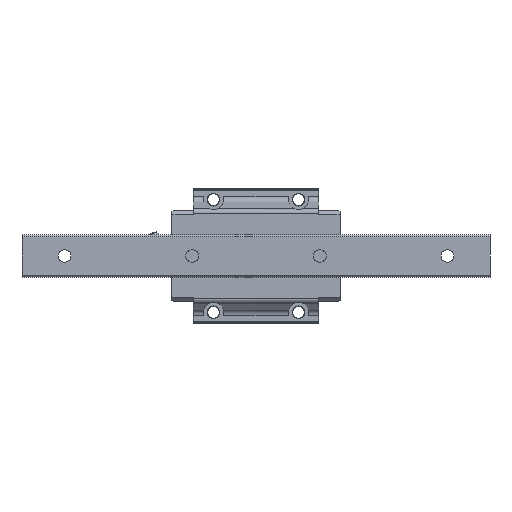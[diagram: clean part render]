
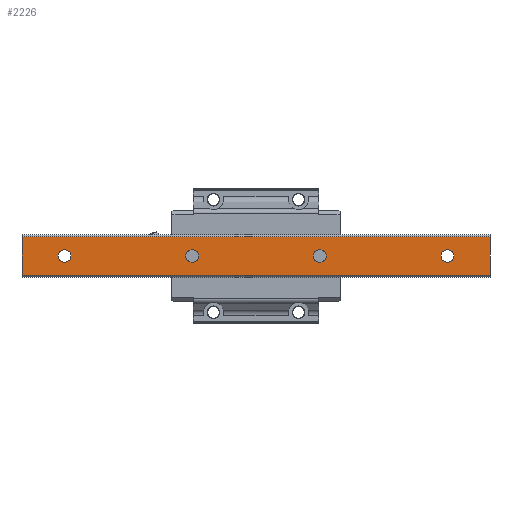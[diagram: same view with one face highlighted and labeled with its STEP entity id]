
A CAD part, front view. The second image highlights one B-rep face of the part: STEP entity #2226.
In plain terms, the highlighted planar face has unit normal (0, -1, 0).
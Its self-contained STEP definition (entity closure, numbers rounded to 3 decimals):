
#1484 = VERTEX_POINT( '', #4346 );
#1620 = VERTEX_POINT( '', #4495 );
#1650 = EDGE_CURVE( '', #1670, #1790, #4526, .T. );
#1670 = VERTEX_POINT( '', #4548 );
#1720 = EDGE_CURVE( '', #1966, #1670, #4604, .T. );
#1790 = VERTEX_POINT( '', #4681 );
#1952 = EDGE_CURVE( '', #4268, #3190, #4856, .T. );
#1966 = VERTEX_POINT( '', #4871 );
#2136 = VERTEX_POINT( '', #5056 );
#2226 = ADVANCED_FACE( '', ( #5152, #5153, #5154, #5155, #5156 ), #5157, .T. );
#2314 = VERTEX_POINT( '', #5258 );
#2530 = VERTEX_POINT( '', #5503 );
#2582 = EDGE_CURVE( '', #2136, #2314, #5561, .T. );
#2936 = VERTEX_POINT( '', #5951 );
#3086 = EDGE_CURVE( '', #3756, #2530, #6115, .T. );
#3190 = VERTEX_POINT( '', #6231 );
#3206 = EDGE_CURVE( '', #1966, #1484, #6247, .T. );
#3244 = EDGE_CURVE( '', #2936, #1620, #6291, .T. );
#3500 = EDGE_CURVE( '', #2530, #3756, #6575, .T. );
#3634 = EDGE_CURVE( '', #2314, #2136, #6728, .T. );
#3756 = VERTEX_POINT( '', #6857 );
#3846 = EDGE_CURVE( '', #1620, #2936, #6954, .T. );
#4098 = EDGE_CURVE( '', #3190, #4268, #7234, .T. );
#4268 = VERTEX_POINT( '', #7419 );
#4300 = EDGE_CURVE( '', #1790, #1484, #7455, .T. );
#4346 = CARTESIAN_POINT( '', ( 200., 0., 9. ) );
#4495 = CARTESIAN_POINT( '', ( 183., 0., 0. ) );
#4526 = LINE( '', #7765, #7766 );
#4548 = CARTESIAN_POINT( '', ( -20., 0., -9. ) );
#4604 = LINE( '', #7870, #7871 );
#4681 = CARTESIAN_POINT( '', ( 200., 0., -9. ) );
#4856 = CIRCLE( '', #8247, 3. );
#4871 = CARTESIAN_POINT( '', ( -20., 0., 9. ) );
#5056 = CARTESIAN_POINT( '', ( -3., 0., 0. ) );
#5152 = FACE_BOUND( '', #8757, .T. );
#5153 = FACE_BOUND( '', #8758, .T. );
#5154 = FACE_BOUND( '', #8759, .T. );
#5155 = FACE_BOUND( '', #8760, .T. );
#5156 = FACE_OUTER_BOUND( '', #8761, .T. );
#5157 = PLANE( '', #8762 );
#5258 = CARTESIAN_POINT( '', ( 3., 0., 0. ) );
#5503 = CARTESIAN_POINT( '', ( 57., 0., 0. ) );
#5561 = CIRCLE( '', #9337, 3. );
#5951 = CARTESIAN_POINT( '', ( 177., 0., 0. ) );
#6115 = CIRCLE( '', #10116, 3. );
#6231 = CARTESIAN_POINT( '', ( 123., 0., 0. ) );
#6247 = LINE( '', #10307, #10308 );
#6291 = CIRCLE( '', #10360, 3. );
#6575 = CIRCLE( '', #10796, 3. );
#6728 = CIRCLE( '', #11012, 3. );
#6857 = CARTESIAN_POINT( '', ( 63., 0., 0. ) );
#6954 = CIRCLE( '', #11388, 3. );
#7234 = CIRCLE( '', #11829, 3. );
#7419 = CARTESIAN_POINT( '', ( 117., 0., 0. ) );
#7455 = LINE( '', #12179, #12180 );
#7765 = CARTESIAN_POINT( '', ( -20., 0., -9. ) );
#7766 = VECTOR( '', #12384, 1. );
#7870 = CARTESIAN_POINT( '', ( -20., 0., 9. ) );
#7871 = VECTOR( '', #12482, 1. );
#8247 = AXIS2_PLACEMENT_3D( '', #12733, #12734, #12735 );
#8757 = EDGE_LOOP( '', ( #13067, #13068 ) );
#8758 = EDGE_LOOP( '', ( #13069, #13070 ) );
#8759 = EDGE_LOOP( '', ( #13071, #13072 ) );
#8760 = EDGE_LOOP( '', ( #13073, #13074 ) );
#8761 = EDGE_LOOP( '', ( #13075, #13076, #13077, #13078 ) );
#8762 = AXIS2_PLACEMENT_3D( '', #13079, #13080, #13081 );
#9337 = AXIS2_PLACEMENT_3D( '', #13644, #13645, #13646 );
#10116 = AXIS2_PLACEMENT_3D( '', #14223, #14224, #14225 );
#10307 = CARTESIAN_POINT( '', ( -20., 0., 9. ) );
#10308 = VECTOR( '', #14367, 1. );
#10360 = AXIS2_PLACEMENT_3D( '', #14422, #14423, #14424 );
#10796 = AXIS2_PLACEMENT_3D( '', #14825, #14826, #14827 );
#11012 = AXIS2_PLACEMENT_3D( '', #15041, #15042, #15043 );
#11388 = AXIS2_PLACEMENT_3D( '', #15246, #15247, #15248 );
#11829 = AXIS2_PLACEMENT_3D( '', #15557, #15558, #15559 );
#12179 = CARTESIAN_POINT( '', ( 200., 0., 9. ) );
#12180 = VECTOR( '', #15809, 1. );
#12384 = DIRECTION( '', ( 1., 0., 0. ) );
#12482 = DIRECTION( '', ( 0., 0., -1. ) );
#12733 = CARTESIAN_POINT( '', ( 120., 0., 0. ) );
#12734 = DIRECTION( '', ( 0., 1., 0. ) );
#12735 = DIRECTION( '', ( 1., 0., 0. ) );
#13067 = ORIENTED_EDGE( '', *, *, #3086, .T. );
#13068 = ORIENTED_EDGE( '', *, *, #3500, .T. );
#13069 = ORIENTED_EDGE( '', *, *, #4098, .T. );
#13070 = ORIENTED_EDGE( '', *, *, #1952, .T. );
#13071 = ORIENTED_EDGE( '', *, *, #3846, .T. );
#13072 = ORIENTED_EDGE( '', *, *, #3244, .T. );
#13073 = ORIENTED_EDGE( '', *, *, #3634, .T. );
#13074 = ORIENTED_EDGE( '', *, *, #2582, .T. );
#13075 = ORIENTED_EDGE( '', *, *, #4300, .T. );
#13076 = ORIENTED_EDGE( '', *, *, #3206, .F. );
#13077 = ORIENTED_EDGE( '', *, *, #1720, .T. );
#13078 = ORIENTED_EDGE( '', *, *, #1650, .T. );
#13079 = CARTESIAN_POINT( '', ( -20., 0., -9. ) );
#13080 = DIRECTION( '', ( 0., -1., 0. ) );
#13081 = DIRECTION( '', ( 0., 0., -1. ) );
#13644 = CARTESIAN_POINT( '', ( 0., 0., 0. ) );
#13645 = DIRECTION( '', ( 0., 1., 0. ) );
#13646 = DIRECTION( '', ( 1., 0., 0. ) );
#14223 = CARTESIAN_POINT( '', ( 60., 0., 0. ) );
#14224 = DIRECTION( '', ( 0., 1., 0. ) );
#14225 = DIRECTION( '', ( 1., 0., 0. ) );
#14367 = DIRECTION( '', ( 1., 0., 0. ) );
#14422 = CARTESIAN_POINT( '', ( 180., 0., 0. ) );
#14423 = DIRECTION( '', ( 0., 1., 0. ) );
#14424 = DIRECTION( '', ( 1., 0., 0. ) );
#14825 = CARTESIAN_POINT( '', ( 60., 0., 0. ) );
#14826 = DIRECTION( '', ( 0., 1., 0. ) );
#14827 = DIRECTION( '', ( 1., 0., 0. ) );
#15041 = CARTESIAN_POINT( '', ( 0., 0., 0. ) );
#15042 = DIRECTION( '', ( 0., 1., 0. ) );
#15043 = DIRECTION( '', ( 1., 0., 0. ) );
#15246 = CARTESIAN_POINT( '', ( 180., 0., 0. ) );
#15247 = DIRECTION( '', ( 0., 1., 0. ) );
#15248 = DIRECTION( '', ( 1., 0., 0. ) );
#15557 = CARTESIAN_POINT( '', ( 120., 0., 0. ) );
#15558 = DIRECTION( '', ( 0., 1., 0. ) );
#15559 = DIRECTION( '', ( 1., 0., 0. ) );
#15809 = DIRECTION( '', ( 0., 0., 1. ) );
